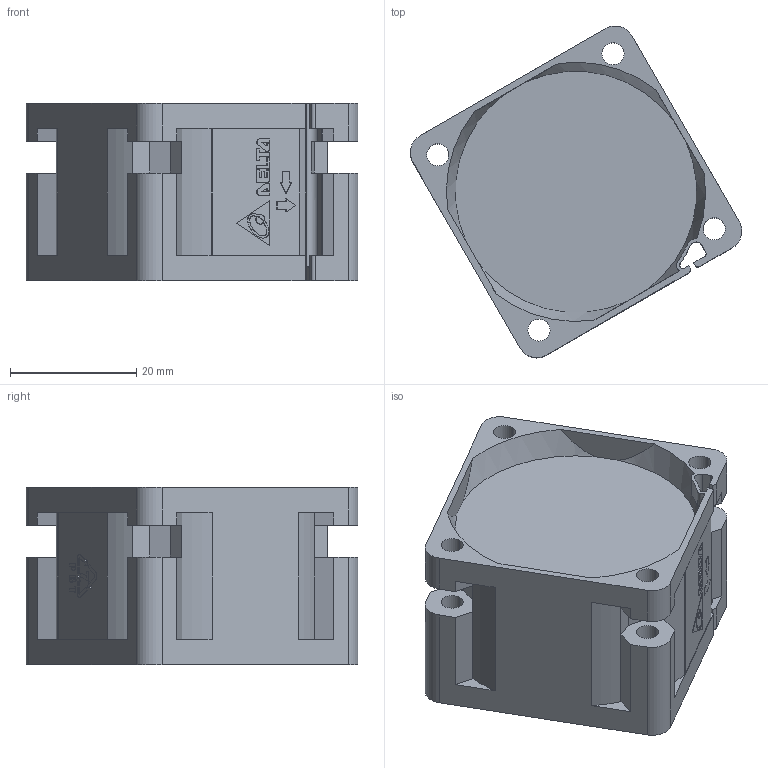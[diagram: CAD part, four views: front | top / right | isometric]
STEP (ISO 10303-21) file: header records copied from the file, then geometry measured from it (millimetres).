
FILE_DESCRIPTION((''),'2;1');
FILE_NAME('4100249400X02-3D','2017-03-06T',('yiliang.gong'),(''),'CREO PARAMETRIC BY PTC INC, 2015080','CREO PARAMETRIC BY PTC INC, 2015080','');
FILE_SCHEMA(('CONFIG_CONTROL_DESIGN'));
Length unit declared in the file: millimetre
Products named in the file (1): 4100249400X02-3D
Bounding box: 52.44 x 52.44 x 28 mm (x, y, z)
Volume: 33368.9 mm3; surface area: 10378.3 mm2
Topology: 1 solids, 1 shells, 370 faces, 1058 edges, 713 vertices
Faces by surface type: plane 219, cylinder 106, extrusion 25, bspline 11, cone 9
Entity records: 13976 total; most frequent: CARTESIAN_POINT 4213, ORIENTED_EDGE 2116, DIRECTION 1898, EDGE_CURVE 1058, VERTEX_POINT 713, VECTOR 694, LINE 669, AXIS2_PLACEMENT_3D 602
